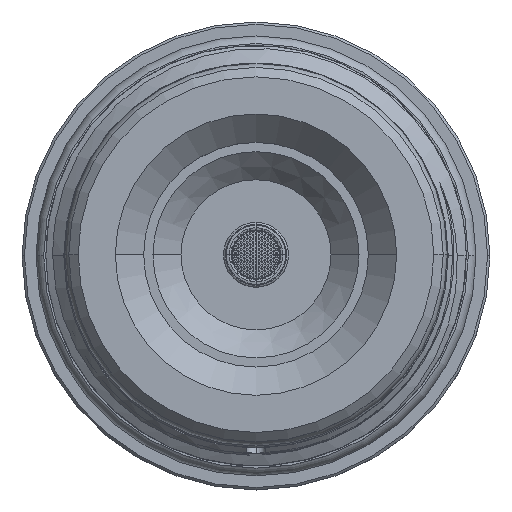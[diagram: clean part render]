
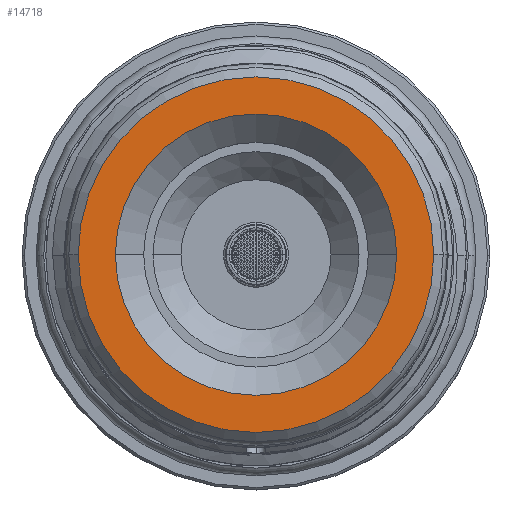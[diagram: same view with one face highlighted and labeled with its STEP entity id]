
A CAD part, top view. The second image highlights one B-rep face of the part: STEP entity #14718.
In plain terms, the highlighted planar face has unit normal (0, 0, 1).
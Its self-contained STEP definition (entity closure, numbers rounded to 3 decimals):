
#1502 = VERTEX_POINT ( 'NONE', #36458 ) ;
#3384 = EDGE_CURVE ( 'NONE', #6945, #1502, #34791, .T. ) ;
#4713 = DIRECTION ( 'NONE',  ( 0., 0., -1. ) ) ;
#6945 = VERTEX_POINT ( 'NONE', #53863 ) ;
#7075 = CARTESIAN_POINT ( 'NONE',  ( 15.075, 0., 103.49 ) ) ;
#8215 = PLANE ( 'NONE',  #48204 ) ;
#8878 = CIRCLE ( 'NONE', #41223, 11.925 ) ;
#10867 = CARTESIAN_POINT ( 'NONE',  ( 0., 0., 103.49 ) ) ;
#12621 = DIRECTION ( 'NONE',  ( 1., 0., 0. ) ) ;
#14718 = ADVANCED_FACE ( 'NONE', ( #28392, #17558 ), #8215, .T. ) ;
#15174 = AXIS2_PLACEMENT_3D ( 'NONE', #10867, #45643, #45464 ) ;
#16828 = DIRECTION ( 'NONE',  ( 0., 0., 1. ) ) ;
#17558 = FACE_BOUND ( 'NONE', #45137, .T. ) ;
#18969 = VERTEX_POINT ( 'NONE', #7075 ) ;
#19653 = ORIENTED_EDGE ( 'NONE', *, *, #45113, .F. ) ;
#20247 = DIRECTION ( 'NONE',  ( 0., 0., -1. ) ) ;
#25357 = DIRECTION ( 'NONE',  ( 0., 0., 1. ) ) ;
#28392 = FACE_OUTER_BOUND ( 'NONE', #46468, .T. ) ;
#28604 = DIRECTION ( 'NONE',  ( -1., 0., 0. ) ) ;
#29361 = DIRECTION ( 'NONE',  ( 1., 0., 0. ) ) ;
#29921 = CARTESIAN_POINT ( 'NONE',  ( 0., 0., 103.49 ) ) ;
#34791 = CIRCLE ( 'NONE', #15174, 11.925 ) ;
#35824 = AXIS2_PLACEMENT_3D ( 'NONE', #50855, #20247, #28604 ) ;
#36458 = CARTESIAN_POINT ( 'NONE',  ( 11.925, 0., 103.49 ) ) ;
#37992 = CIRCLE ( 'NONE', #35824, 15.075 ) ;
#38071 = VERTEX_POINT ( 'NONE', #43492 ) ;
#38820 = CARTESIAN_POINT ( 'NONE',  ( -15.075, 0., 103.49 ) ) ;
#40577 = EDGE_CURVE ( 'NONE', #1502, #6945, #8878, .T. ) ;
#40658 = AXIS2_PLACEMENT_3D ( 'NONE', #47510, #4713, #52281 ) ;
#40730 = ORIENTED_EDGE ( 'NONE', *, *, #40577, .F. ) ;
#41223 = AXIS2_PLACEMENT_3D ( 'NONE', #29921, #16828, #29361 ) ;
#43136 = ORIENTED_EDGE ( 'NONE', *, *, #49468, .F. ) ;
#43492 = CARTESIAN_POINT ( 'NONE',  ( -15.075, 0., 103.49 ) ) ;
#45113 = EDGE_CURVE ( 'NONE', #38071, #18969, #37992, .T. ) ;
#45137 = EDGE_LOOP ( 'NONE', ( #40730, #53837 ) ) ;
#45464 = DIRECTION ( 'NONE',  ( 1., 0., 0. ) ) ;
#45643 = DIRECTION ( 'NONE',  ( 0., 0., 1. ) ) ;
#46468 = EDGE_LOOP ( 'NONE', ( #19653, #43136 ) ) ;
#47510 = CARTESIAN_POINT ( 'NONE',  ( 0., 0., 103.49 ) ) ;
#48204 = AXIS2_PLACEMENT_3D ( 'NONE', #38820, #25357, #12621 ) ;
#49468 = EDGE_CURVE ( 'NONE', #18969, #38071, #53399, .T. ) ;
#50855 = CARTESIAN_POINT ( 'NONE',  ( 0., 0., 103.49 ) ) ;
#52281 = DIRECTION ( 'NONE',  ( -1., 0., 0. ) ) ;
#53399 = CIRCLE ( 'NONE', #40658, 15.075 ) ;
#53837 = ORIENTED_EDGE ( 'NONE', *, *, #3384, .F. ) ;
#53863 = CARTESIAN_POINT ( 'NONE',  ( -11.925, 0., 103.49 ) ) ;
